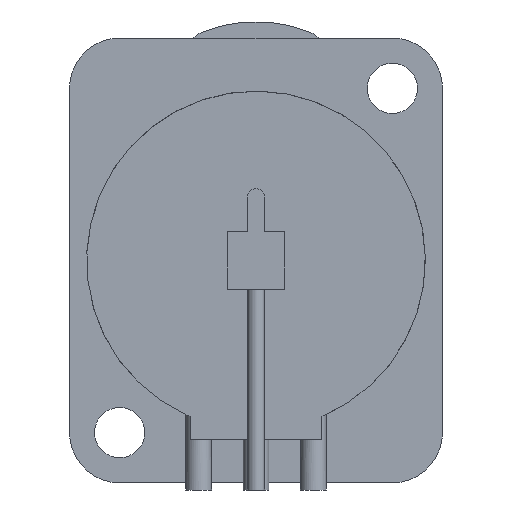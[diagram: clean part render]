
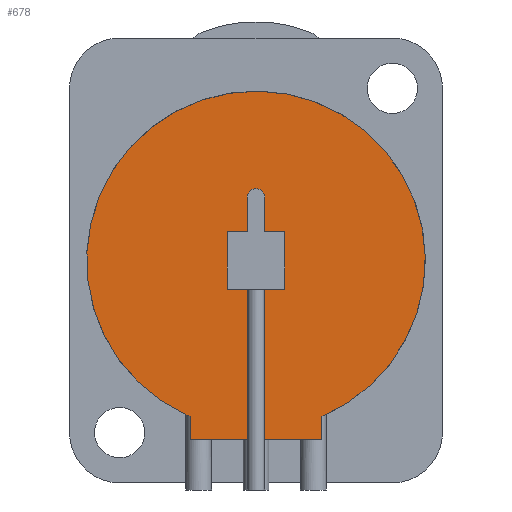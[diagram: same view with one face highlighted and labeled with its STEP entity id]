
A CAD part, front view. The second image highlights one B-rep face of the part: STEP entity #678.
In plain terms, the highlighted planar face has unit normal (0, -1, 0).
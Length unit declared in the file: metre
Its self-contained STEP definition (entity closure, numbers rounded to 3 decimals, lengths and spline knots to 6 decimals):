
#328 = EDGE_CURVE( '', #951, #952, #953, .T. );
#348 = EDGE_CURVE( '', #987, #951, #988, .T. );
#392 = EDGE_CURVE( '', #1069, #1070, #1071, .T. );
#422 = EDGE_CURVE( '', #1070, #1123, #1124, .T. );
#462 = EDGE_CURVE( '', #1187, #1188, #1189, .T. );
#476 = EDGE_CURVE( '', #952, #1069, #1209, .T. );
#514 = EDGE_CURVE( '', #1266, #987, #1267, .T. );
#636 = EDGE_CURVE( '', #1123, #1436, #1437, .T. );
#640 = EDGE_CURVE( '', #1344, #1296, #1442, .T. );
#678 = ADVANCED_FACE( '', ( #1490, #1491 ), #1492, .F. );
#786 = EDGE_CURVE( '', #1436, #1266, #1641, .T. );
#860 = EDGE_CURVE( '', #1296, #1188, #1738, .T. );
#902 = EDGE_CURVE( '', #1344, #1187, #1791, .T. );
#951 = VERTEX_POINT( '', #1832 );
#952 = VERTEX_POINT( '', #1833 );
#953 = CIRCLE( '', #1834, 0.0006 );
#987 = VERTEX_POINT( '', #1882 );
#988 = LINE( '', #1883, #1884 );
#1069 = VERTEX_POINT( '', #2000 );
#1070 = VERTEX_POINT( '', #2001 );
#1071 = LINE( '', #2002, #2003 );
#1123 = VERTEX_POINT( '', #2074 );
#1124 = LINE( '', #2075, #2076 );
#1187 = VERTEX_POINT( '', #2171 );
#1188 = VERTEX_POINT( '', #2172 );
#1189 = LINE( '', #2173, #2174 );
#1209 = LINE( '', #2206, #2207 );
#1266 = VERTEX_POINT( '', #2278 );
#1267 = LINE( '', #2279, #2280 );
#1296 = VERTEX_POINT( '', #2321 );
#1344 = VERTEX_POINT( '', #2389 );
#1436 = VERTEX_POINT( '', #2533 );
#1437 = LINE( '', #2534, #2535 );
#1442 = CIRCLE( '', #2541, 0.0118 );
#1490 = FACE_OUTER_BOUND( '', #2608, .T. );
#1491 = FACE_BOUND( '', #2609, .T. );
#1492 = PLANE( '', #2610 );
#1641 = LINE( '', #2860, #2861 );
#1738 = LINE( '', #2993, #2994 );
#1791 = LINE( '', #3070, #3071 );
#1832 = CARTESIAN_POINT( '', ( 0.0006, -0.012656, 0.019893 ) );
#1833 = CARTESIAN_POINT( '', ( -0.0006, -0.012656, 0.019893 ) );
#1834 = AXIS2_PLACEMENT_3D( '', #3129, #3130, #3131 );
#1882 = CARTESIAN_POINT( '', ( 0.0006, -0.012656, 0.017493 ) );
#1883 = CARTESIAN_POINT( '', ( 0.0006, -0.012656, 0.017493 ) );
#1884 = VECTOR( '', #3154, 1. );
#2000 = CARTESIAN_POINT( '', ( -0.0006, -0.012656, 0.017493 ) );
#2001 = CARTESIAN_POINT( '', ( -0.002, -0.012656, 0.017493 ) );
#2002 = CARTESIAN_POINT( '', ( -0.0006, -0.012656, 0.017493 ) );
#2003 = VECTOR( '', #3242, 1. );
#2074 = CARTESIAN_POINT( '', ( -0.002, -0.012656, 0.013493 ) );
#2075 = CARTESIAN_POINT( '', ( -0.002, -0.012656, 0.017493 ) );
#2076 = VECTOR( '', #3295, 1. );
#2171 = CARTESIAN_POINT( '', ( -0.0046, -0.012656, 0.002993 ) );
#2172 = CARTESIAN_POINT( '', ( 0.0046, -0.012656, 0.002993 ) );
#2173 = CARTESIAN_POINT( '', ( -0.0046, -0.012656, 0.002993 ) );
#2174 = VECTOR( '', #3362, 1. );
#2206 = CARTESIAN_POINT( '', ( -0.0006, -0.012656, 0.019893 ) );
#2207 = VECTOR( '', #3371, 1. );
#2278 = CARTESIAN_POINT( '', ( 0.002, -0.012656, 0.017493 ) );
#2279 = CARTESIAN_POINT( '', ( 0.002, -0.012656, 0.017493 ) );
#2280 = VECTOR( '', #3468, 1. );
#2321 = CARTESIAN_POINT( '', ( 0.0046, -0.012656, 0.004627 ) );
#2389 = CARTESIAN_POINT( '', ( -0.0046, -0.012656, 0.004627 ) );
#2533 = CARTESIAN_POINT( '', ( 0.002, -0.012656, 0.013493 ) );
#2534 = CARTESIAN_POINT( '', ( -0.002, -0.012656, 0.013493 ) );
#2535 = VECTOR( '', #3647, 1. );
#2541 = AXIS2_PLACEMENT_3D( '', #3656, #3657, #3658 );
#2608 = EDGE_LOOP( '', ( #3735, #3736, #3737, #3738 ) );
#2609 = EDGE_LOOP( '', ( #3739, #3740, #3741, #3742, #3743, #3744, #3745, #3746 ) );
#2610 = AXIS2_PLACEMENT_3D( '', #3747, #3748, #3749 );
#2860 = CARTESIAN_POINT( '', ( 0.002, -0.012656, 0.013493 ) );
#2861 = VECTOR( '', #3955, 1. );
#2993 = CARTESIAN_POINT( '', ( 0.0046, -0.012656, 0.004627 ) );
#2994 = VECTOR( '', #4129, 1. );
#3070 = CARTESIAN_POINT( '', ( -0.0046, -0.012656, 0.004627 ) );
#3071 = VECTOR( '', #4215, 1. );
#3129 = CARTESIAN_POINT( '', ( 0., -0.012656, 0.019893 ) );
#3130 = DIRECTION( '', ( 0., -1., 0. ) );
#3131 = DIRECTION( '', ( 1., 0., 0. ) );
#3154 = DIRECTION( '', ( 0., 0., 1. ) );
#3242 = DIRECTION( '', ( -1., 0., 0. ) );
#3295 = DIRECTION( '', ( 0., 0., -1. ) );
#3362 = DIRECTION( '', ( 1., 0., 0. ) );
#3371 = DIRECTION( '', ( 0., 0., -1. ) );
#3468 = DIRECTION( '', ( -1., 0., 0. ) );
#3647 = DIRECTION( '', ( 1., 0., 0. ) );
#3656 = CARTESIAN_POINT( '', ( 0., -0.012656, 0.015493 ) );
#3657 = DIRECTION( '', ( 0., 1., 0. ) );
#3658 = DIRECTION( '', ( -1., 0., 0. ) );
#3735 = ORIENTED_EDGE( '', *, *, #640, .F. );
#3736 = ORIENTED_EDGE( '', *, *, #902, .T. );
#3737 = ORIENTED_EDGE( '', *, *, #462, .T. );
#3738 = ORIENTED_EDGE( '', *, *, #860, .F. );
#3739 = ORIENTED_EDGE( '', *, *, #392, .F. );
#3740 = ORIENTED_EDGE( '', *, *, #476, .F. );
#3741 = ORIENTED_EDGE( '', *, *, #328, .F. );
#3742 = ORIENTED_EDGE( '', *, *, #348, .F. );
#3743 = ORIENTED_EDGE( '', *, *, #514, .F. );
#3744 = ORIENTED_EDGE( '', *, *, #786, .F. );
#3745 = ORIENTED_EDGE( '', *, *, #636, .F. );
#3746 = ORIENTED_EDGE( '', *, *, #422, .F. );
#3747 = CARTESIAN_POINT( '', ( 0., -0.012656, 0.015493 ) );
#3748 = DIRECTION( '', ( 0., 1., 0. ) );
#3749 = DIRECTION( '', ( 1., 0., 0. ) );
#3955 = DIRECTION( '', ( 0., 0., 1. ) );
#4129 = DIRECTION( '', ( 0., 0., -1. ) );
#4215 = DIRECTION( '', ( 0., 0., -1. ) );
